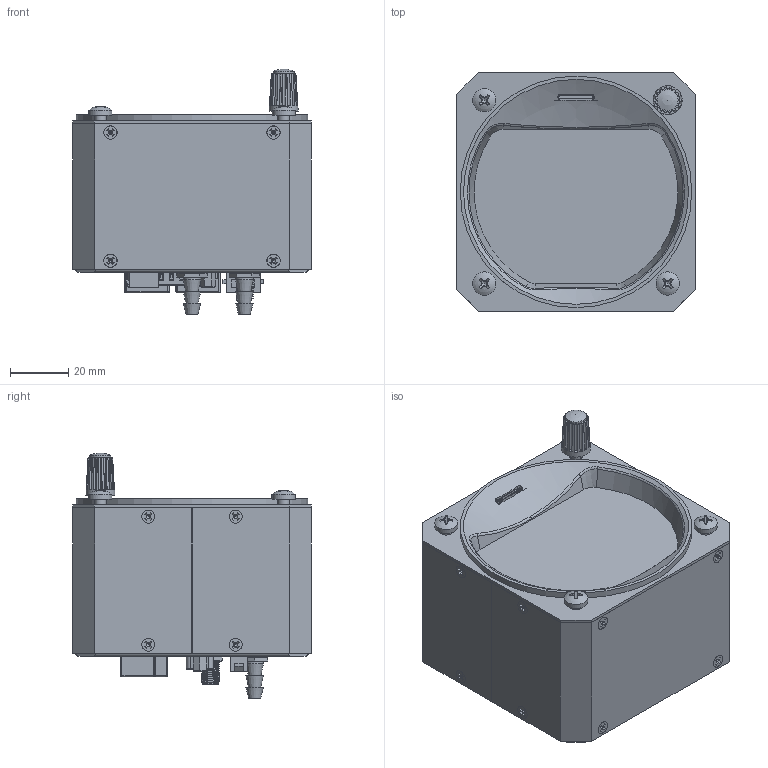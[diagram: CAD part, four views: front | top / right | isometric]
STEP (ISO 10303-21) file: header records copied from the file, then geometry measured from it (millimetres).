
FILE_DESCRIPTION(('FreeCAD Model'),'2;1');
FILE_NAME('Open CASCADE Shape Model','2023-08-10T09:32:09',(''),(''), 'Open CASCADE STEP processor 7.6','FreeCAD','Unknown');
FILE_SCHEMA(('AUTOMOTIVE_DESIGN { 1 0 10303 214 1 1 1 1 }'));
Products named in the file (1): Body
Bounding box: 82.02 x 82.01 x 84.34 mm (x, y, z)
Volume: 70012.2 mm3; surface area: 94096 mm2
Topology: 41 solids, 58 shells, 4281 faces, 13143 edges, 9660 vertices
Faces by surface type: plane 2980, cylinder 961, cone 210, torus 58, bspline 31, sphere 22, revolution 19
Full cylindrical faces by diameter (mm): 0.89 x20, 1 x27, 1.4 x2, 1.8 x2, 2 x3, 2.05 x16, 2.4 x2, 2.5 x25, 2.6 x4, 2.98 x4, 3 x9, 3.25 x6, 3.3 x5, 4 x3, 4.4 x2, 4.5 x16, 5.2 x2, 5.7 x1, 6 x2, 6.2 x1, 6.3 x2, 6.5 x2, 7.2 x1, 8 x3, 10 x1, 79.5 x1
Entity records: 403250 total; most frequent: CARTESIAN_POINT 135483, DIRECTION 44402, LINE 28081, VECTOR 28081, ORIENTED_EDGE 24486, PCURVE 24486, DEFINITIONAL_REPRESENTATION 24486, EDGE_CURVE 12243
